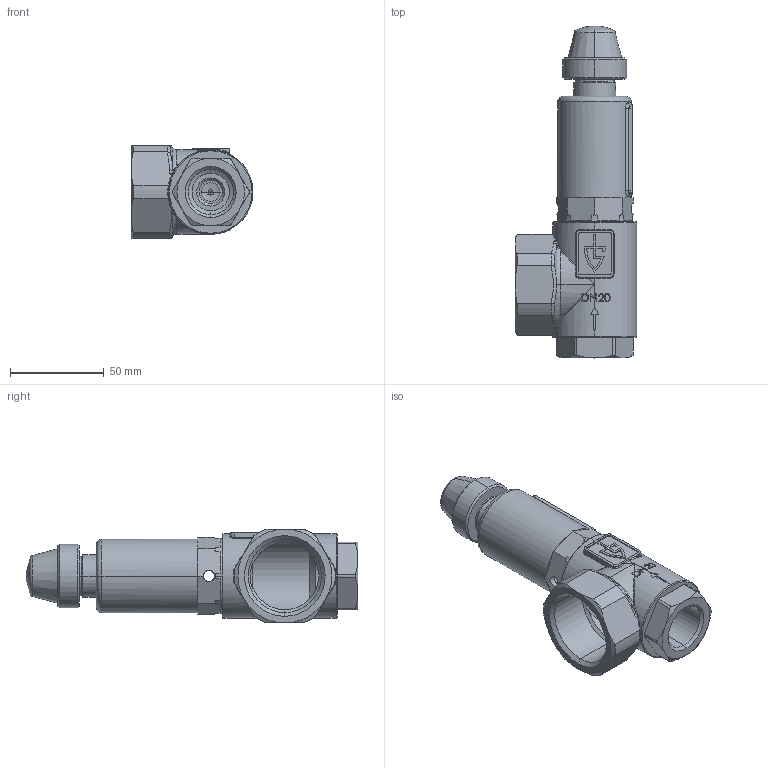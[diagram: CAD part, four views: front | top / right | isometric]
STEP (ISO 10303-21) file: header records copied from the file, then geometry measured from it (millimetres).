
FILE_DESCRIPTION (( 'STEP AP214' ), '1' );
FILE_NAME ('851 3-4 Dummy.STEP', '2010-07-07T08:38:53', ( '' ), ( '' ), 'SwSTEP 2.0', 'SolidWorks 2010', '' );
FILE_SCHEMA (( 'AUTOMOTIVE_DESIGN' ));
Length unit declared in the file: millimetre
Products named in the file (1): 851 3-4 Dummy
Bounding box: 65 x 177 x 50 mm (x, y, z)
Volume: 99557.5 mm3; surface area: 57155.2 mm2
Topology: 6 solids, 6 shells, 570 faces, 1476 edges, 924 vertices
Faces by surface type: plane 182, cylinder 150, bspline 111, cone 82, torus 34, sphere 11
Entity records: 29807 total; most frequent: CARTESIAN_POINT 10822, ORIENTED_EDGE 2934, DIRECTION 2277, EDGE_CURVE 1467, VERTEX_POINT 924, AXIS2_PLACEMENT_3D 881, EDGE_LOOP 601, UNCERTAINTY_MEASURE_WITH_UNIT 578
